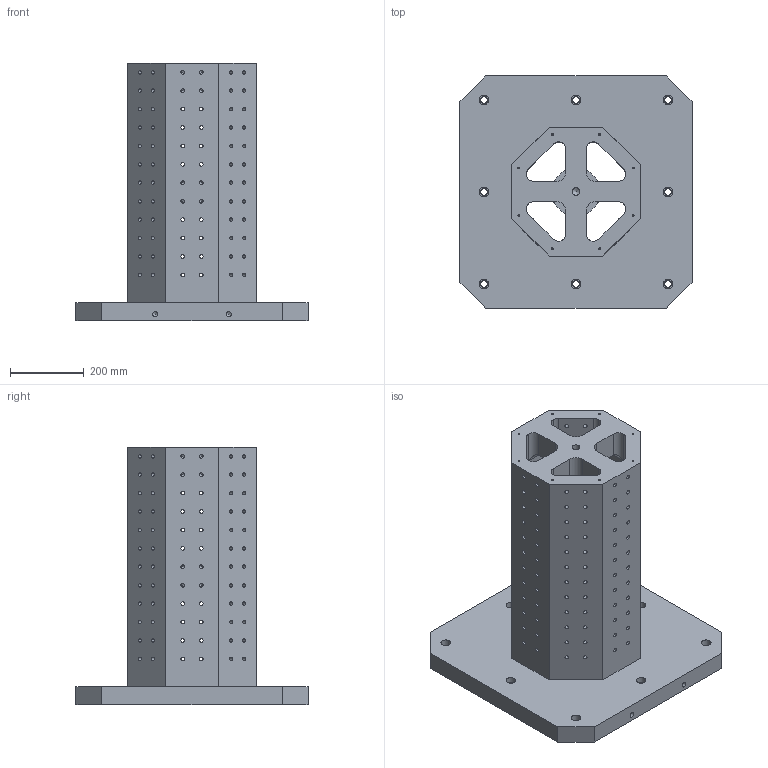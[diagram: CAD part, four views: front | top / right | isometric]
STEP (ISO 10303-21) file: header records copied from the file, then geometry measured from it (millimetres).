
FILE_DESCRIPTION( ( 'Unknown' ), '1' );
FILE_NAME( 'BP34-630630-0700-12.stp', 'Unknown', ( 'S.C.H' ), ( 'Unknown' ), 'XStep 1.0', 'Unknown', ' ' );
FILE_SCHEMA( ( 'CONFIG_CONTROL_DESIGN' ) );
Length unit declared in the file: millimetre
Products named in the file (1): 1
Bounding box: 630 x 630 x 700 mm (x, y, z)
Volume: 47314310.1 mm3; surface area: 2649362.3 mm2
Topology: 1 solids, 1 shells, 395 faces, 1312 edges, 920 vertices
Faces by surface type: cylinder 288, plane 63, cone 44
Full cylindrical faces by diameter (mm): 5 x8, 10.106 x192, 14 x3, 18 x8, 21 x1, 26 x8
Entity records: 12046 total; most frequent: DIRECTION 2128, CARTESIAN_POINT 1896, ORIENTED_EDGE 1584, EDGE_LOOP 1016, AXIS2_PLACEMENT_3D 940, EDGE_CURVE 792, VERTEX_POINT 708, FACE_OUTER_BOUND 615
